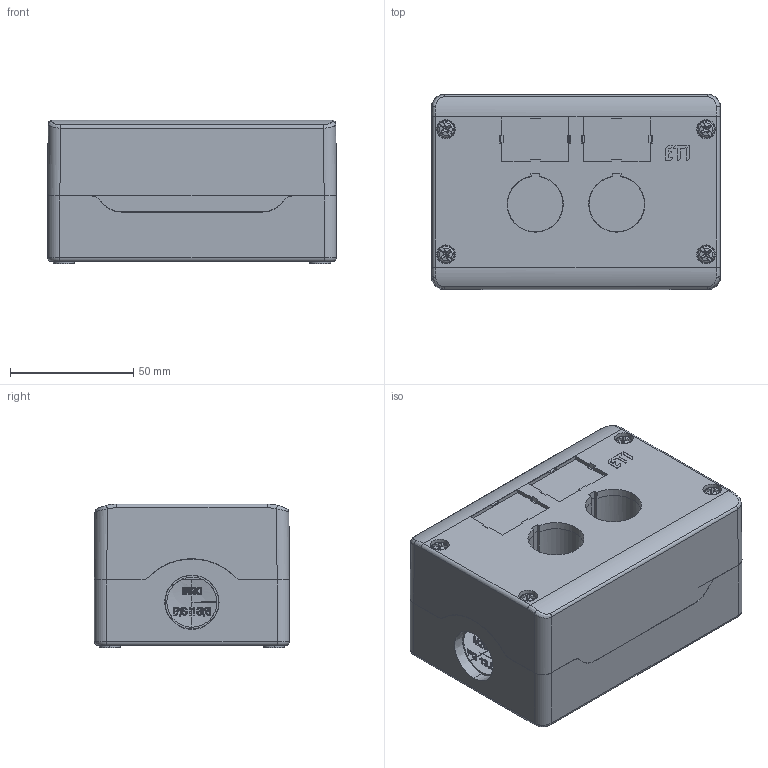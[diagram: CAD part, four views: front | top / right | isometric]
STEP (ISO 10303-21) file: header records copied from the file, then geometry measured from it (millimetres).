
FILE_DESCRIPTION((''),'2;1');
FILE_NAME('004774152_NSE-CS2-GR_ASM','2022-04-12T12:08:20',('klemen.sitar'),('Audax d.o.o.'),'CREO PARAMETRIC BY PTC INC, 2021304','CREO PARAMETRIC BY PTC INC, 2021304','');
FILE_SCHEMA(('AP242_MANAGED_MODEL_BASED_3D_ENGINEERING_MIM_LF { 1 0 10303 442 1 1 4 }'));
Products named in the file (17): PBW-2_1_1_1; PBW-2_2_1; PBW-2_3_1; PBW-2_4_1; PBW-2_5_1; PBW-2_6_1_1; PBW-2_6_1_2; PBW-2_6_1_3; PBW-2_6_1_4; PBW-2_6_1_5; PBW-2_6_1_6; PBW-2_6_1_ASM; ETI_LOGO_1_1; ETI_LOGO_1_2; ETI_LOGO_1_3; ETI_LOGO_1_ASM; 004774152_NSE-CS2-GR_ASM
Assembly tree (16 placements, depth 3):
  004774152_NSE-CS2-GR_ASM
    PBW-2_1_1_1
    PBW-2_2_1
    PBW-2_3_1
    PBW-2_4_1
    PBW-2_5_1
    PBW-2_6_1_ASM
      PBW-2_6_1_1
      PBW-2_6_1_2
      PBW-2_6_1_3
      PBW-2_6_1_4
      PBW-2_6_1_5
      PBW-2_6_1_6
    ETI_LOGO_1_ASM
      ETI_LOGO_1_1
      ETI_LOGO_1_2
      ETI_LOGO_1_3
Bounding box: 117 x 79.06 x 58.2 mm (x, y, z)
Volume: 212800.7 mm3; surface area: 73767.2 mm2
Topology: 14 solids, 24 shells, 1766 faces, 5035 edges, 3398 vertices
Faces by surface type: plane 827, extrusion 559, cylinder 162, cone 98, sphere 72, torus 38, bspline 10
Entity records: 102412 total; most frequent: CARTESIAN_POINT 30358, ORIENTED_EDGE 9829, DIRECTION 7564, PRESENTATION_STYLE_ASSIGNMENT 6264, STYLED_ITEM 6264, EDGE_CURVE 5015, CURVE_STYLE 4489, VERTEX_POINT 3398
